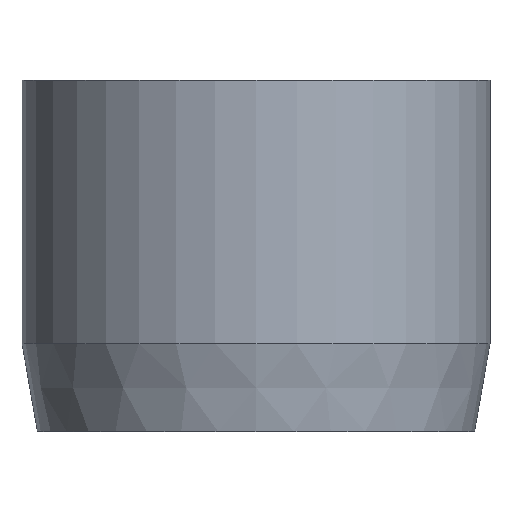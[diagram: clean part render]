
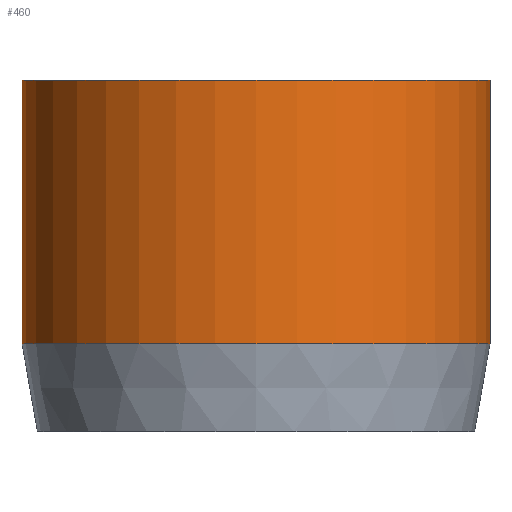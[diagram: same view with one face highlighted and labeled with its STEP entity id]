
A CAD part, front view. The second image highlights one B-rep face of the part: STEP entity #460.
In plain terms, the highlighted cylindrical face has radius 4 mm (diameter 8 mm), a partial arc.
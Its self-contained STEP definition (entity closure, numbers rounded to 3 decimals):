
#25 = CIRCLE ( 'NONE', #843, 4. ) ;
#79 = CARTESIAN_POINT ( 'NONE',  ( 0., 0., 6. ) ) ;
#143 = AXIS2_PLACEMENT_3D ( 'NONE', #79, #885, #1135 ) ;
#153 = VERTEX_POINT ( 'NONE', #488 ) ;
#215 = VECTOR ( 'NONE', #268, 1000. ) ;
#268 = DIRECTION ( 'NONE',  ( 0., 0., -1. ) ) ;
#289 = ORIENTED_EDGE ( 'NONE', *, *, #362, .F. ) ;
#342 = CARTESIAN_POINT ( 'NONE',  ( 4., 0., 6. ) ) ;
#362 = EDGE_CURVE ( 'NONE', #934, #370, #494, .T. ) ;
#370 = VERTEX_POINT ( 'NONE', #899 ) ;
#379 = AXIS2_PLACEMENT_3D ( 'NONE', #944, #940, #509 ) ;
#402 = CARTESIAN_POINT ( 'NONE',  ( 4., 0., 1.5 ) ) ;
#426 = DIRECTION ( 'NONE',  ( 0., 0., -1. ) ) ;
#454 = EDGE_CURVE ( 'NONE', #153, #583, #25, .T. ) ;
#460 = ADVANCED_FACE ( 'NONE', ( #937 ), #1104, .T. ) ;
#466 = LINE ( 'NONE', #342, #215 ) ;
#475 = EDGE_CURVE ( 'NONE', #370, #583, #466, .T. ) ;
#488 = CARTESIAN_POINT ( 'NONE',  ( -4., 0., 1.5 ) ) ;
#494 = CIRCLE ( 'NONE', #379, 4. ) ;
#509 = DIRECTION ( 'NONE',  ( 1., 0., 0. ) ) ;
#583 = VERTEX_POINT ( 'NONE', #402 ) ;
#597 = ORIENTED_EDGE ( 'NONE', *, *, #454, .T. ) ;
#609 = EDGE_LOOP ( 'NONE', ( #724, #289, #1103, #597 ) ) ;
#724 = ORIENTED_EDGE ( 'NONE', *, *, #475, .F. ) ;
#765 = EDGE_CURVE ( 'NONE', #934, #153, #858, .T. ) ;
#836 = VECTOR ( 'NONE', #426, 1000. ) ;
#843 = AXIS2_PLACEMENT_3D ( 'NONE', #971, #1054, #870 ) ;
#858 = LINE ( 'NONE', #957, #836 ) ;
#870 = DIRECTION ( 'NONE',  ( 1., 0., 0. ) ) ;
#885 = DIRECTION ( 'NONE',  ( 0., 0., -1. ) ) ;
#899 = CARTESIAN_POINT ( 'NONE',  ( 4., 0., 6. ) ) ;
#934 = VERTEX_POINT ( 'NONE', #1110 ) ;
#937 = FACE_OUTER_BOUND ( 'NONE', #609, .T. ) ;
#940 = DIRECTION ( 'NONE',  ( 0., 0., 1. ) ) ;
#944 = CARTESIAN_POINT ( 'NONE',  ( 0., 0., 6. ) ) ;
#957 = CARTESIAN_POINT ( 'NONE',  ( -4., 0., 6. ) ) ;
#971 = CARTESIAN_POINT ( 'NONE',  ( 0., 0., 1.5 ) ) ;
#1054 = DIRECTION ( 'NONE',  ( 0., 0., 1. ) ) ;
#1103 = ORIENTED_EDGE ( 'NONE', *, *, #765, .T. ) ;
#1104 = CYLINDRICAL_SURFACE ( 'NONE', #143, 4. ) ;
#1110 = CARTESIAN_POINT ( 'NONE',  ( -4., 0., 6. ) ) ;
#1135 = DIRECTION ( 'NONE',  ( -1., 0., 0. ) ) ;
